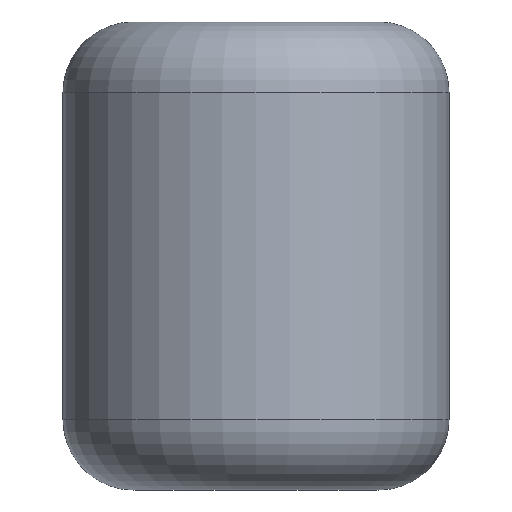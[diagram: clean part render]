
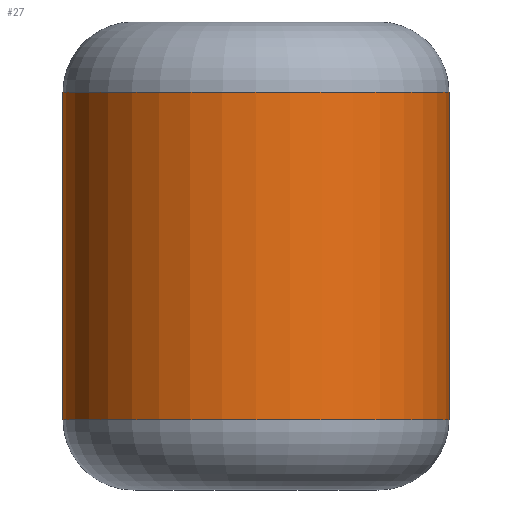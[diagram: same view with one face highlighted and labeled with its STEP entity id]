
A CAD part, front view. The second image highlights one B-rep face of the part: STEP entity #27.
In plain terms, the highlighted cylindrical face has radius 8.25 mm (diameter 16.5 mm), a partial arc.
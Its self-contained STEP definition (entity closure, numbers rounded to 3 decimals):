
#6 = EDGE_CURVE ( 'NONE', #137, #70, #30, .T. ) ;
#10 = AXIS2_PLACEMENT_3D ( 'NONE', #78, #74, #103 ) ;
#12 = EDGE_LOOP ( 'NONE', ( #223, #190, #72, #86 ) ) ;
#22 = EDGE_CURVE ( 'NONE', #137, #158, #220, .T. ) ;
#24 = CARTESIAN_POINT ( 'NONE',  ( -8.25, 0., 3. ) ) ;
#27 = ADVANCED_FACE ( 'NONE', ( #119 ), #142, .T. ) ;
#30 = LINE ( 'NONE', #53, #130 ) ;
#40 = CARTESIAN_POINT ( 'NONE',  ( 0., 0., 3. ) ) ;
#53 = CARTESIAN_POINT ( 'NONE',  ( 8.25, 0., 20. ) ) ;
#60 = CARTESIAN_POINT ( 'NONE',  ( 8.25, 0., 17. ) ) ;
#62 = CARTESIAN_POINT ( 'NONE',  ( -8.25, 0., 17. ) ) ;
#70 = VERTEX_POINT ( 'NONE', #174 ) ;
#72 = ORIENTED_EDGE ( 'NONE', *, *, #156, .T. ) ;
#74 = DIRECTION ( 'NONE',  ( 0., 0., -1. ) ) ;
#76 = DIRECTION ( 'NONE',  ( 0., 0., -1. ) ) ;
#78 = CARTESIAN_POINT ( 'NONE',  ( 0., 0., 17. ) ) ;
#86 = ORIENTED_EDGE ( 'NONE', *, *, #175, .T. ) ;
#94 = AXIS2_PLACEMENT_3D ( 'NONE', #101, #76, #104 ) ;
#99 = VERTEX_POINT ( 'NONE', #24 ) ;
#101 = CARTESIAN_POINT ( 'NONE',  ( 0., 0., 20. ) ) ;
#103 = DIRECTION ( 'NONE',  ( 1., 0., 0. ) ) ;
#104 = DIRECTION ( 'NONE',  ( -1., 0., 0. ) ) ;
#106 = LINE ( 'NONE', #216, #219 ) ;
#119 = FACE_OUTER_BOUND ( 'NONE', #12, .T. ) ;
#124 = DIRECTION ( 'NONE',  ( 0., 0., -1. ) ) ;
#126 = DIRECTION ( 'NONE',  ( 0., 0., 1. ) ) ;
#130 = VECTOR ( 'NONE', #157, 1000. ) ;
#131 = CIRCLE ( 'NONE', #214, 8.25 ) ;
#137 = VERTEX_POINT ( 'NONE', #60 ) ;
#142 = CYLINDRICAL_SURFACE ( 'NONE', #94, 8.25 ) ;
#156 = EDGE_CURVE ( 'NONE', #158, #99, #106, .T. ) ;
#157 = DIRECTION ( 'NONE',  ( 0., 0., -1. ) ) ;
#158 = VERTEX_POINT ( 'NONE', #62 ) ;
#174 = CARTESIAN_POINT ( 'NONE',  ( 8.25, 0., 3. ) ) ;
#175 = EDGE_CURVE ( 'NONE', #99, #70, #131, .T. ) ;
#179 = DIRECTION ( 'NONE',  ( 1., 0., 0. ) ) ;
#190 = ORIENTED_EDGE ( 'NONE', *, *, #22, .T. ) ;
#214 = AXIS2_PLACEMENT_3D ( 'NONE', #40, #126, #179 ) ;
#216 = CARTESIAN_POINT ( 'NONE',  ( -8.25, 0., 20. ) ) ;
#219 = VECTOR ( 'NONE', #124, 1000. ) ;
#220 = CIRCLE ( 'NONE', #10, 8.25 ) ;
#223 = ORIENTED_EDGE ( 'NONE', *, *, #6, .F. ) ;
